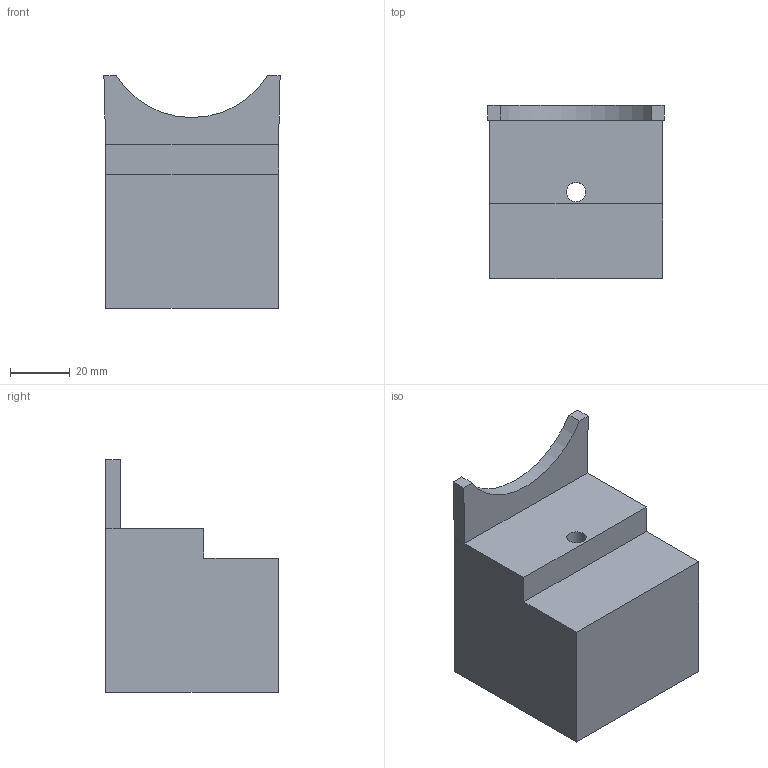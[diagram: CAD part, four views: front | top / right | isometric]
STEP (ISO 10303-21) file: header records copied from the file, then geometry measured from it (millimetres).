
FILE_DESCRIPTION(/* description */ (''),/* implementation_level */ '2;1');
FILE_NAME(/* name */ 'Iris15-XT66P2M_H94mm(axis2base).stp',/* time_stamp */ '2025-03-31T11:54:29+02:00',/* author */ ('nvladi'),/* organization */ (''),/* preprocessor_version */ 'ST-DEVELOPER v19',/* originating_system */ 'Autodesk Inventor 2023',/* authorisation */ '');
FILE_SCHEMA (('AUTOMOTIVE_DESIGN { 1 0 10303 214 3 1 1 }'));
Length unit declared in the file: millimetre
Products named in the file (1): Iris15-XT66P2M_H94mm(axis2base)
Bounding box: 59.12 x 58 x 78.16 mm (x, y, z)
Volume: 171865 mm3; surface area: 22960.5 mm2
Topology: 1 solids, 1 shells, 35 faces, 103 edges, 97 vertices
Faces by surface type: plane 14, cylinder 12, cone 9
Full cylindrical faces by diameter (mm): 2.459 x4, 3.242 x4, 6.5 x1, 6.756 x1, 11.113 x1
Entity records: 1120 total; most frequent: CARTESIAN_POINT 211, DIRECTION 176, ORIENTED_EDGE 152, EDGE_CURVE 76, AXIS2_PLACEMENT_3D 62, LINE 52, VECTOR 52, VERTEX_POINT 52
